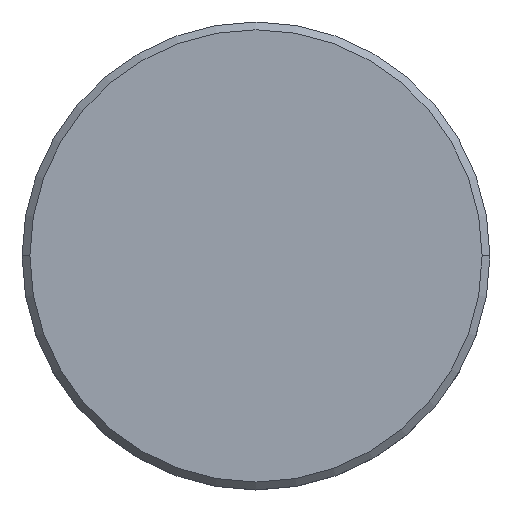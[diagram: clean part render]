
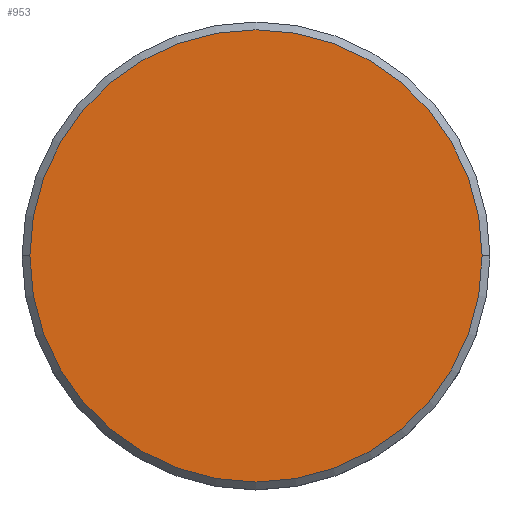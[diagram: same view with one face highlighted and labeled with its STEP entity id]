
A CAD part, top view. The second image highlights one B-rep face of the part: STEP entity #953.
In plain terms, the highlighted planar face has unit normal (0, 0, 1).
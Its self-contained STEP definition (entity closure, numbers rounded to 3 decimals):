
#13 = CARTESIAN_POINT ( 'NONE',  ( 14.5, 0., 0. ) ) ;
#93 = AXIS2_PLACEMENT_3D ( 'NONE', #94, #456, #817 ) ;
#94 = CARTESIAN_POINT ( 'NONE',  ( 0., 0., 0. ) ) ;
#124 = ORIENTED_EDGE ( 'NONE', *, *, #235, .T. ) ;
#199 = VERTEX_POINT ( 'NONE', #13 ) ;
#235 = EDGE_CURVE ( 'NONE', #980, #199, #756, .T. ) ;
#430 = PLANE ( 'NONE',  #1164 ) ;
#456 = DIRECTION ( 'NONE',  ( 0., 0., 1. ) ) ;
#523 = CARTESIAN_POINT ( 'NONE',  ( 0., 0., 0. ) ) ;
#531 = FACE_OUTER_BOUND ( 'NONE', #1055, .T. ) ;
#553 = DIRECTION ( 'NONE',  ( 1., 0., 0. ) ) ;
#596 = CIRCLE ( 'NONE', #93, 14.5 ) ;
#692 = DIRECTION ( 'NONE',  ( 1., 0., 0. ) ) ;
#756 = CIRCLE ( 'NONE', #914, 14.5 ) ;
#817 = DIRECTION ( 'NONE',  ( 1., 0., 0. ) ) ;
#818 = ORIENTED_EDGE ( 'NONE', *, *, #1144, .T. ) ;
#885 = DIRECTION ( 'NONE',  ( 0., 0., 1. ) ) ;
#914 = AXIS2_PLACEMENT_3D ( 'NONE', #1089, #1069, #553 ) ;
#953 = ADVANCED_FACE ( 'NONE', ( #531 ), #430, .T. ) ;
#978 = CARTESIAN_POINT ( 'NONE',  ( -14.5, 0., 0. ) ) ;
#980 = VERTEX_POINT ( 'NONE', #978 ) ;
#1055 = EDGE_LOOP ( 'NONE', ( #124, #818 ) ) ;
#1069 = DIRECTION ( 'NONE',  ( 0., 0., 1. ) ) ;
#1089 = CARTESIAN_POINT ( 'NONE',  ( 0., 0., 0. ) ) ;
#1144 = EDGE_CURVE ( 'NONE', #199, #980, #596, .T. ) ;
#1164 = AXIS2_PLACEMENT_3D ( 'NONE', #523, #885, #692 ) ;
